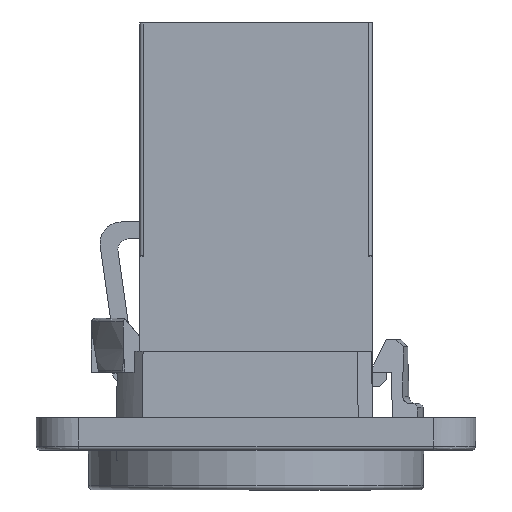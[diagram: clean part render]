
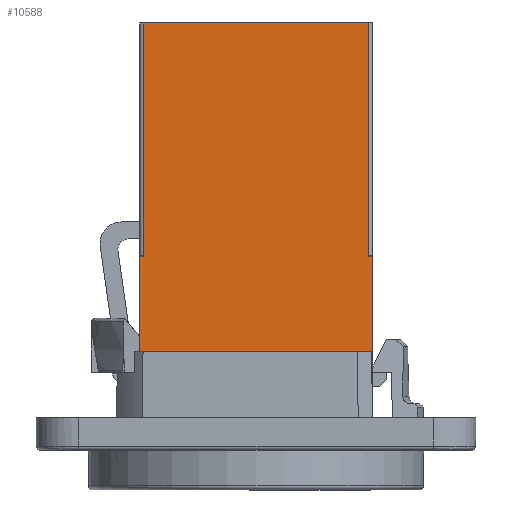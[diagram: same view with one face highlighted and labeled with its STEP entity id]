
A CAD part, left-side view. The second image highlights one B-rep face of the part: STEP entity #10588.
In plain terms, the highlighted planar face has unit normal (-1, 0, 0).
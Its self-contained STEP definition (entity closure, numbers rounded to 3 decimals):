
#214=(
BOUNDED_CURVE()
B_SPLINE_CURVE(2,(#14906,#14907,#14908),.UNSPECIFIED.,.F.,.F.)
B_SPLINE_CURVE_WITH_KNOTS((3,3),(0.47,0.941),
 .UNSPECIFIED.)
CURVE()
GEOMETRIC_REPRESENTATION_ITEM()
RATIONAL_B_SPLINE_CURVE((0.897,0.897,1.))
REPRESENTATION_ITEM('')
);
#426=PLANE('',#11175);
#843=FACE_OUTER_BOUND('',#1381,.T.);
#1381=EDGE_LOOP('',(#7646,#7647,#7648,#7649,#7650,#7651,#7652,#7653,#7654,
#7655));
#1856=LINE('',#14196,#3082);
#1860=LINE('',#14210,#3086);
#1898=LINE('',#14292,#3124);
#2173=LINE('',#14882,#3399);
#2176=LINE('',#14887,#3402);
#2181=LINE('',#14900,#3407);
#2182=LINE('',#14901,#3408);
#2183=LINE('',#14903,#3409);
#2184=LINE('',#14905,#3410);
#3082=VECTOR('',#11731,16.5);
#3086=VECTOR('',#11743,15.9);
#3124=VECTOR('',#11793,16.5);
#3399=VECTOR('',#12324,0.25);
#3402=VECTOR('',#12329,0.25);
#3407=VECTOR('',#12338,16.2);
#3408=VECTOR('',#12339,11.4);
#3409=VECTOR('',#12340,6.7);
#3410=VECTOR('',#12341,0.038);
#4415=VERTEX_POINT('',#14190);
#4417=VERTEX_POINT('',#14194);
#4423=VERTEX_POINT('',#14208);
#4461=VERTEX_POINT('',#14290);
#4648=VERTEX_POINT('',#14881);
#4649=VERTEX_POINT('',#14885);
#4654=VERTEX_POINT('',#14898);
#4655=VERTEX_POINT('',#14899);
#4656=VERTEX_POINT('',#14902);
#4657=VERTEX_POINT('',#14904);
#5430=EDGE_CURVE('',#4417,#4415,#1856,.T.);
#5437=EDGE_CURVE('',#4423,#4417,#1860,.T.);
#5478=EDGE_CURVE('',#4461,#4423,#1898,.T.);
#5773=EDGE_CURVE('',#4648,#4415,#2173,.T.);
#5776=EDGE_CURVE('',#4461,#4649,#2176,.T.);
#5781=EDGE_CURVE('',#4654,#4655,#2181,.T.);
#5782=EDGE_CURVE('',#4655,#4648,#2182,.T.);
#5783=EDGE_CURVE('',#4656,#4649,#2183,.T.);
#5784=EDGE_CURVE('',#4657,#4656,#2184,.T.);
#5785=EDGE_CURVE('',#4654,#4657,#214,.T.);
#7646=ORIENTED_EDGE('',*,*,#5781,.T.);
#7647=ORIENTED_EDGE('',*,*,#5782,.T.);
#7648=ORIENTED_EDGE('',*,*,#5773,.T.);
#7649=ORIENTED_EDGE('',*,*,#5430,.F.);
#7650=ORIENTED_EDGE('',*,*,#5437,.F.);
#7651=ORIENTED_EDGE('',*,*,#5478,.F.);
#7652=ORIENTED_EDGE('',*,*,#5776,.T.);
#7653=ORIENTED_EDGE('',*,*,#5783,.F.);
#7654=ORIENTED_EDGE('',*,*,#5784,.F.);
#7655=ORIENTED_EDGE('',*,*,#5785,.F.);
#10588=ADVANCED_FACE('',(#843),#426,.T.);
#11175=AXIS2_PLACEMENT_3D('',#14897,#12336,#12337);
#11731=DIRECTION('',(0.,0.,-1.));
#11743=DIRECTION('',(0.,-1.,0.));
#11793=DIRECTION('',(0.,0.,1.));
#12324=DIRECTION('',(0.,1.,0.));
#12329=DIRECTION('',(0.,1.,0.));
#12336=DIRECTION('center_axis',(-1.,0.,0.));
#12337=DIRECTION('ref_axis',(0.,-1.,0.));
#12338=DIRECTION('',(0.,-1.,0.));
#12339=DIRECTION('',(0.,0.,1.));
#12340=DIRECTION('',(0.,0.,1.));
#12341=DIRECTION('',(0.,1.,0.));
#14190=CARTESIAN_POINT('',(-17.307,-4.722,-7.626));
#14194=CARTESIAN_POINT('',(-17.307,-4.722,8.874));
#14196=CARTESIAN_POINT('',(-17.307,-4.722,8.874));
#14208=CARTESIAN_POINT('',(-17.307,11.178,8.874));
#14210=CARTESIAN_POINT('',(-17.307,2.938,8.874));
#14290=CARTESIAN_POINT('',(-17.307,11.178,-7.626));
#14292=CARTESIAN_POINT('',(-17.307,11.178,8.874));
#14881=CARTESIAN_POINT('',(-17.307,-4.972,-7.626));
#14882=CARTESIAN_POINT('',(-17.307,13.328,-7.626));
#14885=CARTESIAN_POINT('',(-17.307,11.428,-7.626));
#14887=CARTESIAN_POINT('',(-17.307,13.328,-7.626));
#14897=CARTESIAN_POINT('Origin',(-17.307,11.428,-24.126));
#14898=CARTESIAN_POINT('',(-17.307,11.228,-19.026));
#14899=CARTESIAN_POINT('',(-17.307,-4.972,-19.026));
#14900=CARTESIAN_POINT('',(-17.307,-0.872,-19.026));
#14901=CARTESIAN_POINT('',(-17.307,-4.972,-9.521));
#14902=CARTESIAN_POINT('',(-17.307,11.428,-14.326));
#14903=CARTESIAN_POINT('',(-17.307,11.428,-19.941));
#14904=CARTESIAN_POINT('',(-17.307,11.39,-14.326));
#14905=CARTESIAN_POINT('',(-17.307,7.941,-14.326));
#14906=CARTESIAN_POINT('Ctrl Pts',(-17.307,11.228,-19.026));
#14907=CARTESIAN_POINT('Ctrl Pts',(-17.307,11.296,-19.026));
#14908=CARTESIAN_POINT('Ctrl Pts',(-17.307,11.39,-14.326));
